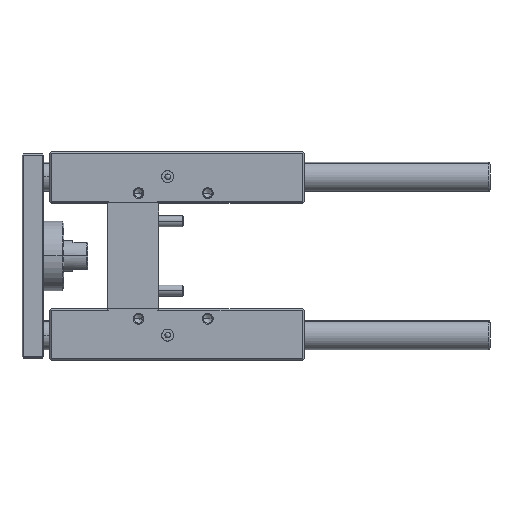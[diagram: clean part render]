
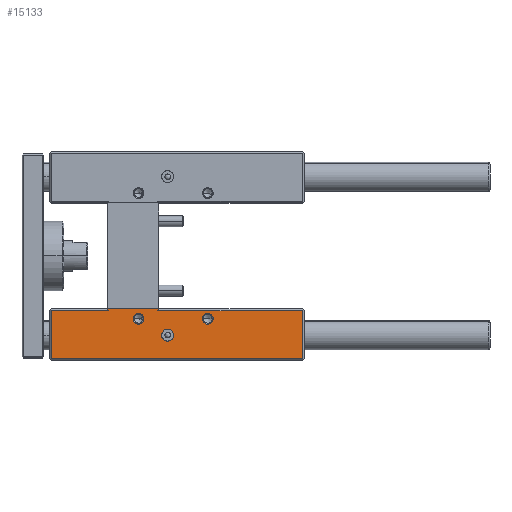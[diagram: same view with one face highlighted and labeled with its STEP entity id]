
A CAD part, top view. The second image highlights one B-rep face of the part: STEP entity #15133.
In plain terms, the highlighted planar face has unit normal (0, 0, 1).
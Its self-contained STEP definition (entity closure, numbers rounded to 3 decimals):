
#246 = AXIS2_PLACEMENT_3D ( 'NONE', #17520, #12097, #11597 ) ;
#1392 = VERTEX_POINT ( 'NONE', #17163 ) ;
#2214 = VECTOR ( 'NONE', #5015, 1000. ) ;
#2641 = CIRCLE ( 'NONE', #19836, 2.959 ) ;
#2967 = CARTESIAN_POINT ( 'NONE',  ( 32.5, -105.957, 165.335 ) ) ;
#2996 = VERTEX_POINT ( 'NONE', #22171 ) ;
#3094 = DIRECTION ( 'NONE',  ( 0., 0., -1. ) ) ;
#3819 = AXIS2_PLACEMENT_3D ( 'NONE', #9151, #11778, #22932 ) ;
#3824 = EDGE_LOOP ( 'NONE', ( #8180, #17983 ) ) ;
#3898 = DIRECTION ( 'NONE',  ( 0., 0., -1. ) ) ;
#4290 = EDGE_CURVE ( 'NONE', #9216, #9235, #12479, .T. ) ;
#4312 = CARTESIAN_POINT ( 'NONE',  ( 68.35, -135.257, 165.335 ) ) ;
#4411 = CARTESIAN_POINT ( 'NONE',  ( 32.5, -120.857, 165.335 ) ) ;
#4457 = EDGE_CURVE ( 'NONE', #26910, #6799, #22645, .T. ) ;
#4929 = LINE ( 'NONE', #27257, #12114 ) ;
#5015 = DIRECTION ( 'NONE',  ( 0., -1., 0. ) ) ;
#5417 = VERTEX_POINT ( 'NONE', #25359 ) ;
#5698 = DIRECTION ( 'NONE',  ( 0., 1., 0. ) ) ;
#5909 = CARTESIAN_POINT ( 'NONE',  ( 51.959, -126.257, 165.335 ) ) ;
#6799 = VERTEX_POINT ( 'NONE', #4411 ) ;
#7103 = AXIS2_PLACEMENT_3D ( 'NONE', #20086, #3094, #34404 ) ;
#7457 = CIRCLE ( 'NONE', #7103, 3.35 ) ;
#7469 = CIRCLE ( 'NONE', #36378, 2.959 ) ;
#8180 = ORIENTED_EDGE ( 'NONE', *, *, #18730, .T. ) ;
#8691 = CARTESIAN_POINT ( 'NONE',  ( 0., -121.857, 165.335 ) ) ;
#8823 = EDGE_CURVE ( 'NONE', #2996, #30260, #7469, .T. ) ;
#9151 = CARTESIAN_POINT ( 'NONE',  ( 0., -149.257, 165.335 ) ) ;
#9216 = VERTEX_POINT ( 'NONE', #28889 ) ;
#9235 = VERTEX_POINT ( 'NONE', #28646 ) ;
#9236 = ORIENTED_EDGE ( 'NONE', *, *, #24842, .F. ) ;
#9707 = ORIENTED_EDGE ( 'NONE', *, *, #28963, .T. ) ;
#9788 = DIRECTION ( 'NONE',  ( 1., 0., 0. ) ) ;
#10056 = DIRECTION ( 'NONE',  ( -1., 0., 0. ) ) ;
#10319 = ORIENTED_EDGE ( 'NONE', *, *, #4290, .T. ) ;
#11597 = DIRECTION ( 'NONE',  ( 1., 0., 0. ) ) ;
#11778 = DIRECTION ( 'NONE',  ( 0., 0., 1. ) ) ;
#11878 = CARTESIAN_POINT ( 'NONE',  ( 139., -121.857, 165.335 ) ) ;
#12045 = LINE ( 'NONE', #20054, #2214 ) ;
#12097 = DIRECTION ( 'NONE',  ( 0., 0., -1. ) ) ;
#12114 = VECTOR ( 'NONE', #10056, 1000. ) ;
#12479 = LINE ( 'NONE', #8691, #32025 ) ;
#12486 = EDGE_CURVE ( 'NONE', #1392, #27432, #2641, .T. ) ;
#12585 = DIRECTION ( 'NONE',  ( -1., 0., 0. ) ) ;
#12654 = EDGE_CURVE ( 'NONE', #9235, #5417, #30645, .T. ) ;
#13251 = ORIENTED_EDGE ( 'NONE', *, *, #18076, .F. ) ;
#14297 = EDGE_LOOP ( 'NONE', ( #32070, #33917 ) ) ;
#15133 = ADVANCED_FACE ( 'NONE', ( #20464, #29401, #27127, #34719 ), #31387, .T. ) ;
#15215 = DIRECTION ( 'NONE',  ( 1., 0., 0. ) ) ;
#15514 = CARTESIAN_POINT ( 'NONE',  ( 0., -148.257, 165.335 ) ) ;
#15951 = ORIENTED_EDGE ( 'NONE', *, *, #25984, .T. ) ;
#16351 = DIRECTION ( 'NONE',  ( 1., 0., 0. ) ) ;
#17114 = CIRCLE ( 'NONE', #246, 2.959 ) ;
#17163 = CARTESIAN_POINT ( 'NONE',  ( 46.041, -126.257, 165.335 ) ) ;
#17478 = CARTESIAN_POINT ( 'NONE',  ( 61.65, -135.257, 165.335 ) ) ;
#17520 = CARTESIAN_POINT ( 'NONE',  ( 87., -126.257, 165.335 ) ) ;
#17983 = ORIENTED_EDGE ( 'NONE', *, *, #12486, .T. ) ;
#18005 = VERTEX_POINT ( 'NONE', #31288 ) ;
#18076 = EDGE_CURVE ( 'NONE', #9216, #6799, #27568, .T. ) ;
#18122 = CIRCLE ( 'NONE', #23524, 2.959 ) ;
#18730 = EDGE_CURVE ( 'NONE', #27432, #1392, #18122, .T. ) ;
#18872 = VERTEX_POINT ( 'NONE', #36233 ) ;
#19454 = VERTEX_POINT ( 'NONE', #17478 ) ;
#19836 = AXIS2_PLACEMENT_3D ( 'NONE', #20783, #3898, #15215 ) ;
#20054 = CARTESIAN_POINT ( 'NONE',  ( 59.5, -135.057, 165.335 ) ) ;
#20086 = CARTESIAN_POINT ( 'NONE',  ( 65., -135.257, 165.335 ) ) ;
#20464 = FACE_BOUND ( 'NONE', #14297, .T. ) ;
#20524 = ORIENTED_EDGE ( 'NONE', *, *, #31414, .T. ) ;
#20783 = CARTESIAN_POINT ( 'NONE',  ( 49., -126.257, 165.335 ) ) ;
#21072 = DIRECTION ( 'NONE',  ( 1., 0., 0. ) ) ;
#21398 = LINE ( 'NONE', #15514, #30764 ) ;
#21537 = DIRECTION ( 'NONE',  ( 0., 0., -1. ) ) ;
#22171 = CARTESIAN_POINT ( 'NONE',  ( 84.041, -126.257, 165.335 ) ) ;
#22220 = VECTOR ( 'NONE', #24206, 1000. ) ;
#22645 = LINE ( 'NONE', #27174, #22220 ) ;
#22830 = DIRECTION ( 'NONE',  ( 0., 1., 0. ) ) ;
#22932 = DIRECTION ( 'NONE',  ( 1., 0., 0. ) ) ;
#23236 = EDGE_CURVE ( 'NONE', #26265, #19454, #30300, .T. ) ;
#23411 = EDGE_CURVE ( 'NONE', #18005, #31725, #26675, .T. ) ;
#23524 = AXIS2_PLACEMENT_3D ( 'NONE', #30018, #21537, #9788 ) ;
#24206 = DIRECTION ( 'NONE',  ( -1., 0., 0. ) ) ;
#24471 = VECTOR ( 'NONE', #22830, 1000. ) ;
#24842 = EDGE_CURVE ( 'NONE', #26910, #18872, #12045, .T. ) ;
#25359 = CARTESIAN_POINT ( 'NONE',  ( 1., -148.257, 165.335 ) ) ;
#25436 = CARTESIAN_POINT ( 'NONE',  ( 139., -149.257, 165.335 ) ) ;
#25984 = EDGE_CURVE ( 'NONE', #19454, #26265, #7457, .T. ) ;
#26150 = VECTOR ( 'NONE', #30747, 1000. ) ;
#26265 = VERTEX_POINT ( 'NONE', #4312 ) ;
#26675 = LINE ( 'NONE', #25436, #30728 ) ;
#26910 = VERTEX_POINT ( 'NONE', #36457 ) ;
#27127 = FACE_BOUND ( 'NONE', #3824, .T. ) ;
#27174 = CARTESIAN_POINT ( 'NONE',  ( 0., -120.857, 165.335 ) ) ;
#27257 = CARTESIAN_POINT ( 'NONE',  ( 0., -121.857, 165.335 ) ) ;
#27432 = VERTEX_POINT ( 'NONE', #5909 ) ;
#27568 = LINE ( 'NONE', #2967, #24471 ) ;
#27612 = EDGE_LOOP ( 'NONE', ( #20524, #9236, #28028, #13251, #10319, #30899, #9707, #35465 ) ) ;
#28028 = ORIENTED_EDGE ( 'NONE', *, *, #4457, .T. ) ;
#28513 = CARTESIAN_POINT ( 'NONE',  ( 89.959, -126.257, 165.335 ) ) ;
#28529 = AXIS2_PLACEMENT_3D ( 'NONE', #32443, #35451, #12585 ) ;
#28646 = CARTESIAN_POINT ( 'NONE',  ( 1., -121.857, 165.335 ) ) ;
#28889 = CARTESIAN_POINT ( 'NONE',  ( 32.5, -121.857, 165.335 ) ) ;
#28963 = EDGE_CURVE ( 'NONE', #5417, #18005, #21398, .T. ) ;
#29401 = FACE_BOUND ( 'NONE', #34184, .T. ) ;
#29952 = EDGE_CURVE ( 'NONE', #30260, #2996, #17114, .T. ) ;
#30018 = CARTESIAN_POINT ( 'NONE',  ( 49., -126.257, 165.335 ) ) ;
#30260 = VERTEX_POINT ( 'NONE', #28513 ) ;
#30300 = CIRCLE ( 'NONE', #28529, 3.35 ) ;
#30645 = LINE ( 'NONE', #33568, #26150 ) ;
#30728 = VECTOR ( 'NONE', #5698, 1000. ) ;
#30747 = DIRECTION ( 'NONE',  ( 0., -1., 0. ) ) ;
#30764 = VECTOR ( 'NONE', #21072, 1000. ) ;
#30899 = ORIENTED_EDGE ( 'NONE', *, *, #12654, .T. ) ;
#30921 = ORIENTED_EDGE ( 'NONE', *, *, #23236, .T. ) ;
#31288 = CARTESIAN_POINT ( 'NONE',  ( 139., -148.257, 165.335 ) ) ;
#31387 = PLANE ( 'NONE',  #3819 ) ;
#31414 = EDGE_CURVE ( 'NONE', #31725, #18872, #4929, .T. ) ;
#31683 = DIRECTION ( 'NONE',  ( -1., 0., 0. ) ) ;
#31725 = VERTEX_POINT ( 'NONE', #11878 ) ;
#32025 = VECTOR ( 'NONE', #31683, 1000. ) ;
#32070 = ORIENTED_EDGE ( 'NONE', *, *, #29952, .T. ) ;
#32443 = CARTESIAN_POINT ( 'NONE',  ( 65., -135.257, 165.335 ) ) ;
#33367 = DIRECTION ( 'NONE',  ( 0., 0., -1. ) ) ;
#33568 = CARTESIAN_POINT ( 'NONE',  ( 1., -149.257, 165.335 ) ) ;
#33917 = ORIENTED_EDGE ( 'NONE', *, *, #8823, .T. ) ;
#34184 = EDGE_LOOP ( 'NONE', ( #15951, #30921 ) ) ;
#34404 = DIRECTION ( 'NONE',  ( -1., 0., 0. ) ) ;
#34719 = FACE_OUTER_BOUND ( 'NONE', #27612, .T. ) ;
#35451 = DIRECTION ( 'NONE',  ( 0., 0., -1. ) ) ;
#35465 = ORIENTED_EDGE ( 'NONE', *, *, #23411, .T. ) ;
#36016 = CARTESIAN_POINT ( 'NONE',  ( 87., -126.257, 165.335 ) ) ;
#36233 = CARTESIAN_POINT ( 'NONE',  ( 59.5, -121.857, 165.335 ) ) ;
#36378 = AXIS2_PLACEMENT_3D ( 'NONE', #36016, #33367, #16351 ) ;
#36457 = CARTESIAN_POINT ( 'NONE',  ( 59.5, -120.857, 165.335 ) ) ;
